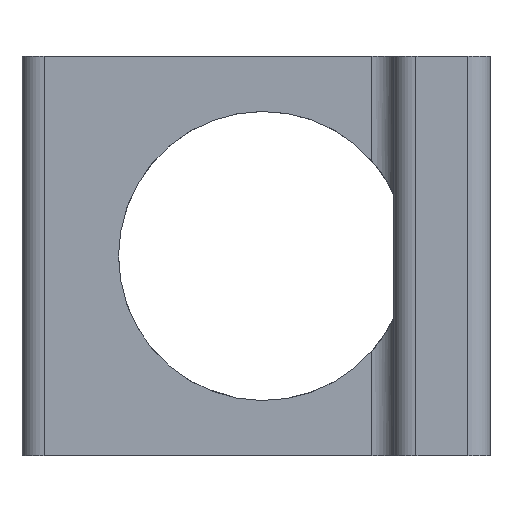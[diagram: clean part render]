
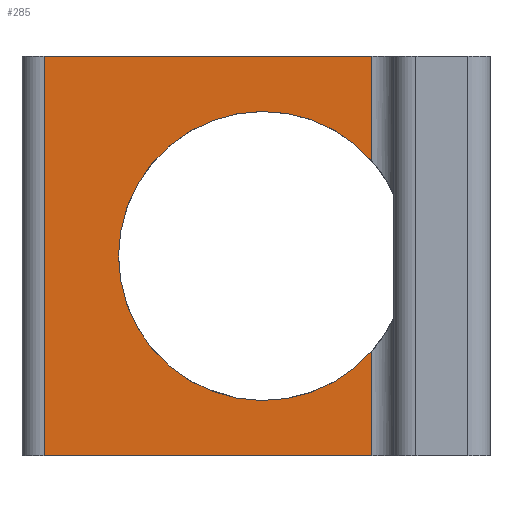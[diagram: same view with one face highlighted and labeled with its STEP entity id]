
A CAD part, front view. The second image highlights one B-rep face of the part: STEP entity #285.
In plain terms, the highlighted planar face has unit normal (0, -1, 0).
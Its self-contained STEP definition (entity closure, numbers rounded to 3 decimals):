
#135=PLANE('',#1256);
#152=LINE('',#8463,#183);
#154=LINE('',#8469,#185);
#155=LINE('',#8472,#186);
#156=LINE('',#8475,#187);
#157=LINE('',#8477,#188);
#183=VECTOR('',#1346,1.);
#185=VECTOR('',#1352,1.);
#186=VECTOR('',#1353,1.);
#187=VECTOR('',#1356,1.);
#188=VECTOR('',#1357,1.);
#231=CIRCLE('',#1255,8.331);
#285=ADVANCED_FACE('',(#367),#135,.T.);
#367=FACE_OUTER_BOUND('',#416,.T.);
#416=EDGE_LOOP('',(#593,#594,#595,#596,#597,#598));
#593=ORIENTED_EDGE('',*,*,#1025,.F.);
#594=ORIENTED_EDGE('',*,*,#1026,.T.);
#595=ORIENTED_EDGE('',*,*,#1022,.F.);
#596=ORIENTED_EDGE('',*,*,#1027,.T.);
#597=ORIENTED_EDGE('',*,*,#1028,.F.);
#598=ORIENTED_EDGE('',*,*,#1029,.T.);
#870=VERTEX_POINT('',#8462);
#871=VERTEX_POINT('',#8464);
#873=VERTEX_POINT('',#8470);
#874=VERTEX_POINT('',#8471);
#875=VERTEX_POINT('',#8474);
#876=VERTEX_POINT('',#8476);
#1022=EDGE_CURVE('',#870,#871,#152,.T.);
#1025=EDGE_CURVE('',#873,#874,#154,.T.);
#1026=EDGE_CURVE('',#873,#871,#155,.T.);
#1027=EDGE_CURVE('',#870,#875,#231,.T.);
#1028=EDGE_CURVE('',#876,#875,#156,.T.);
#1029=EDGE_CURVE('',#876,#874,#157,.T.);
#1255=AXIS2_PLACEMENT_3D('',#8473,#1354,#1355);
#1256=AXIS2_PLACEMENT_3D('',#8478,#1358,#1359);
#1346=DIRECTION('',(0.,0.,-1.));
#1352=DIRECTION('',(0.,0.,1.));
#1353=DIRECTION('',(1.,0.,0.));
#1354=DIRECTION('',(0.,1.,0.));
#1355=DIRECTION('',(1.,0.,0.));
#1356=DIRECTION('',(0.,0.,-1.));
#1357=DIRECTION('',(-1.,0.,0.));
#1358=DIRECTION('',(0.,-1.,0.));
#1359=DIRECTION('',(0.,0.,1.));
#8462=CARTESIAN_POINT('',(7.48,0.,-4.415));
#8463=CARTESIAN_POINT('',(7.48,0.,-4.415));
#8464=CARTESIAN_POINT('',(7.48,0.,-10.439));
#8469=CARTESIAN_POINT('',(-11.417,0.,-10.439));
#8470=CARTESIAN_POINT('',(-11.417,0.,-10.439));
#8471=CARTESIAN_POINT('',(-11.417,0.,12.573));
#8472=CARTESIAN_POINT('',(-11.417,0.,-10.439));
#8473=CARTESIAN_POINT('',(1.207,0.,1.067));
#8474=CARTESIAN_POINT('',(7.48,0.,6.548));
#8475=CARTESIAN_POINT('',(7.48,0.,12.573));
#8476=CARTESIAN_POINT('',(7.48,0.,12.573));
#8477=CARTESIAN_POINT('',(7.48,0.,12.573));
#8478=CARTESIAN_POINT('',(-12.687,0.,12.573));
